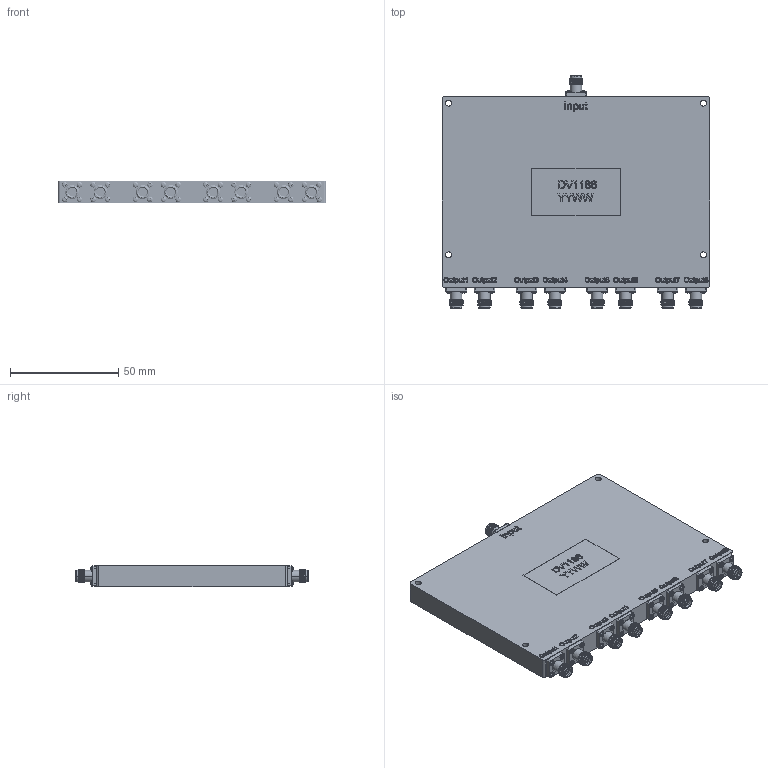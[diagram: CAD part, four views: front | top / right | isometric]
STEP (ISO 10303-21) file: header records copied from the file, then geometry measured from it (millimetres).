
FILE_DESCRIPTION (( 'STEP AP214' ), '1' );
FILE_NAME ('FMDV1186_3D.step', '2023-03-08T23:04:15', ( '' ), ( '' ), 'SwSTEP 2.0', 'SolidWorks 2022', '' );
FILE_SCHEMA (( 'AUTOMOTIVE_DESIGN' ));
Products named in the file (1): FMDV1186_3D
Bounding box: 123.5 x 107.15 x 10.08 mm (x, y, z)
Volume: 111143.6 mm3; surface area: 30362.7 mm2
Topology: 1 solids, 49 shells, 3988 faces, 10740 edges, 7115 vertices
Faces by surface type: plane 1523, cylinder 1422, bspline 539, cone 324, torus 144, sphere 36
Entity records: 203207 total; most frequent: CARTESIAN_POINT 111164, ORIENTED_EDGE 21408, DIRECTION 16535, EDGE_CURVE 10704, VERTEX_POINT 7115, AXIS2_PLACEMENT_3D 5916, VECTOR 4703, LINE 4703
